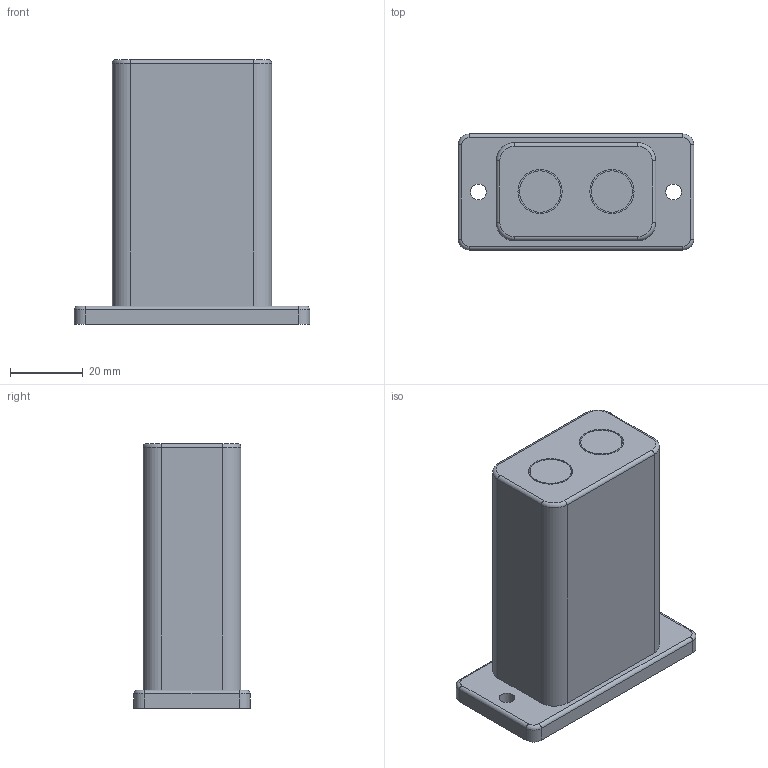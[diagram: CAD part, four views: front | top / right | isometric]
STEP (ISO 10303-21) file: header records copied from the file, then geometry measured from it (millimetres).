
FILE_DESCRIPTION(('FreeCAD Model'),'2;1');
FILE_NAME('Open CASCADE Shape Model','2022-05-20T17:38:48',('Author'),( ''),'Open CASCADE STEP processor 7.5','FreeCAD','Unknown');
FILE_SCHEMA(('AUTOMOTIVE_DESIGN { 1 0 10303 214 1 1 1 1 }'));
Length unit declared in the file: millimetre
Products named in the file (1): FullPart
Bounding box: 65 x 32 x 73 mm (x, y, z)
Volume: 42068.6 mm3; surface area: 21769.1 mm2
Topology: 1 solids, 1 shells, 90 faces, 202 edges, 120 vertices
Faces by surface type: plane 44, cylinder 38, torus 8
Full cylindrical faces by diameter (mm): 4.4 x2, 11.4 x2, 12.2 x2
Entity records: 5251 total; most frequent: CARTESIAN_POINT 1096, DIRECTION 786, LINE 446, VECTOR 446, ORIENTED_EDGE 404, PCURVE 404, DEFINITIONAL_REPRESENTATION 404, EDGE_CURVE 202
